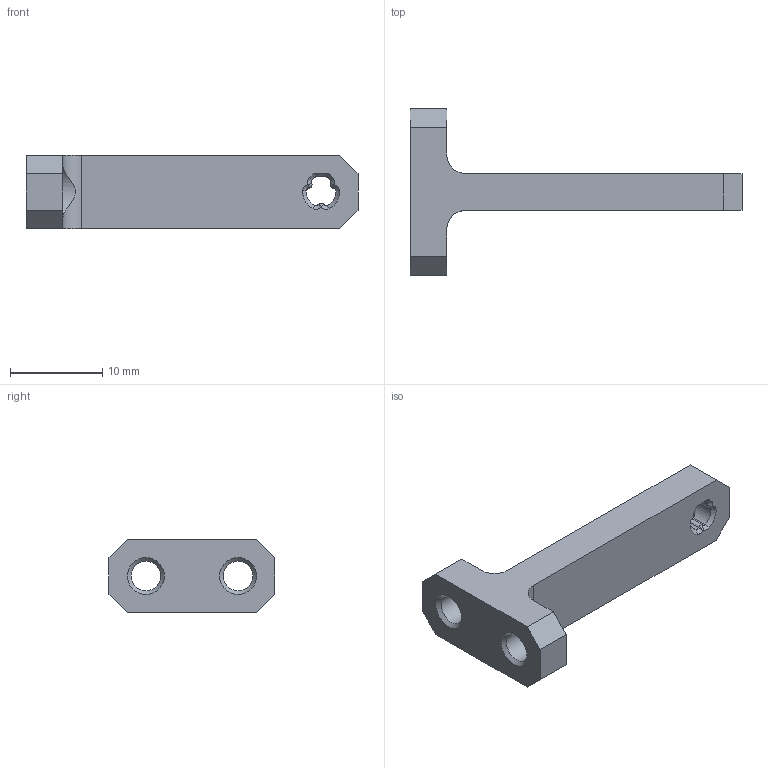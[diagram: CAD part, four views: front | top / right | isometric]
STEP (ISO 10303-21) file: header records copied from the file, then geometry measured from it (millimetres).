
FILE_DESCRIPTION(/* description */ (''),/* implementation_level */ '2;1');
FILE_NAME(/* name */ 'ZEndstopProbeMount v16.step',/* time_stamp */ '2025-04-20T18:24:51+10:00',/* author */ (''),/* organization */ (''),/* preprocessor_version */ 'ST-DEVELOPER v20.1',/* originating_system */ 'Autodesk Translation Framework v14.4.0.0',/* authorisation */ '');
FILE_SCHEMA (('AUTOMOTIVE_DESIGN { 1 0 10303 214 3 1 1 }'));
Length unit declared in the file: millimetre
Products named in the file (1): ZEndstopProbeMount
Bounding box: 36 x 18 x 8 mm (x, y, z)
Volume: 1462.6 mm3; surface area: 1270.2 mm2
Topology: 1 solids, 1 shells, 74 faces, 182 edges, 104 vertices
Faces by surface type: cone 30, plane 25, cylinder 19
Full cylindrical faces by diameter (mm): 3.2 x2
Entity records: 2193 total; most frequent: CARTESIAN_POINT 405, DIRECTION 386, ORIENTED_EDGE 352, EDGE_CURVE 176, AXIS2_PLACEMENT_3D 137, LINE 112, VECTOR 112, VERTEX_POINT 104
